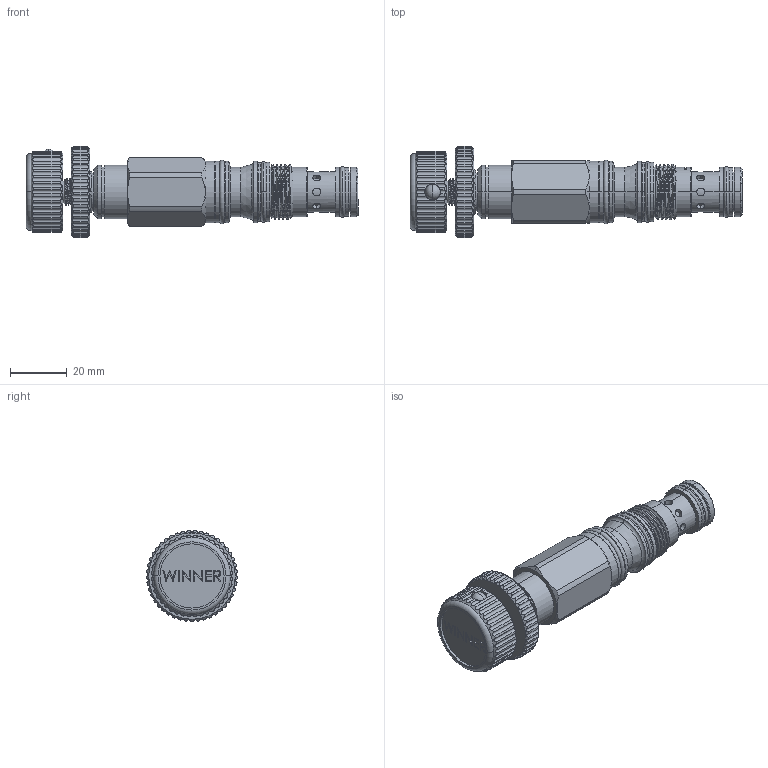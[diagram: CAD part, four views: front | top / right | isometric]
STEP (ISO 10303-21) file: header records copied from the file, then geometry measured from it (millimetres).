
FILE_DESCRIPTION (( 'STEP AP203' ), '1' );
FILE_NAME ('PD11A3J-K.STEP', '2021-07-09T05:49:54', ( '' ), ( '' ), 'SwSTEP 2.0', 'SolidWorks 2018', '' );
FILE_SCHEMA (( 'CONFIG_CONTROL_DESIGN' ));
Length unit declared in the file: millimetre
Products named in the file (1): PD11A3J-K
Bounding box: 117.4 x 32.2 x 32.18 mm (x, y, z)
Volume: 42079.4 mm3; surface area: 13864.9 mm2
Topology: 3 solids, 3 shells, 563 faces, 1486 edges, 969 vertices
Faces by surface type: cylinder 358, plane 118, cone 50, torus 22, bspline 13, sphere 2
Entity records: 27958 total; most frequent: CARTESIAN_POINT 14489, ORIENTED_EDGE 2972, DIRECTION 2596, EDGE_CURVE 1486, AXIS2_PLACEMENT_3D 991, VERTEX_POINT 969, LINE 614, VECTOR 614
